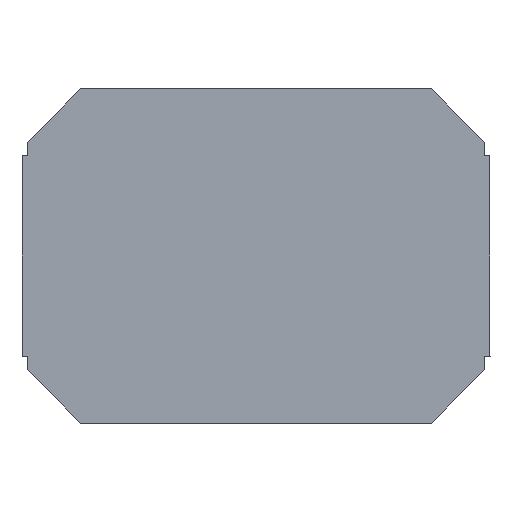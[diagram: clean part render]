
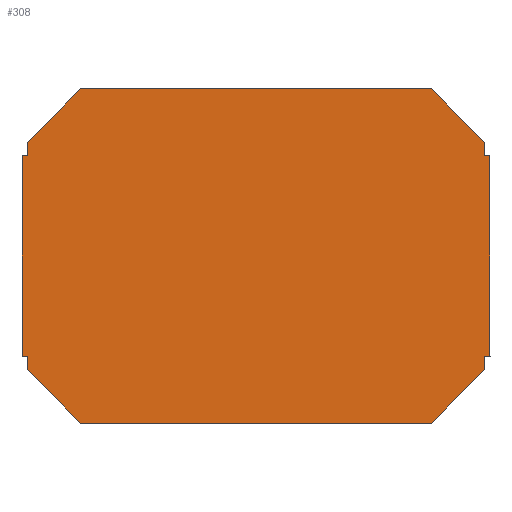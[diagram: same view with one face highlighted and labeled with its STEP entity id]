
A CAD part, front view. The second image highlights one B-rep face of the part: STEP entity #308.
In plain terms, the highlighted planar face has unit normal (0, -1, 0).
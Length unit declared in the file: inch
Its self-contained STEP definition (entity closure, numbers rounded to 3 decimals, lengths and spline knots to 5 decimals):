
#9 = CARTESIAN_POINT ( 'NONE',  ( 0.855, 0., 0. ) ) ;
#26 = LINE ( 'NONE', #16525, #14449 ) ;
#33 = CARTESIAN_POINT ( 'NONE',  ( -0.855, 0., 0. ) ) ;
#239 = EDGE_CURVE ( 'NONE', #16273, #12039, #26, .T. ) ;
#308 = ADVANCED_FACE ( 'NONE', ( #17493 ), #12270, .F. ) ;
#336 = LINE ( 'NONE', #8792, #17989 ) ;
#386 = VERTEX_POINT ( 'NONE', #16760 ) ;
#987 = VERTEX_POINT ( 'NONE', #14176 ) ;
#1019 = CARTESIAN_POINT ( 'NONE',  ( 0.855, 0., -0.375 ) ) ;
#1081 = LINE ( 'NONE', #14257, #12861 ) ;
#1163 = CARTESIAN_POINT ( 'NONE',  ( -0.875, 0., -0.625 ) ) ;
#1335 = DIRECTION ( 'NONE',  ( 0., 0., 1. ) ) ;
#1610 = CARTESIAN_POINT ( 'NONE',  ( 0.875, 0., 0.375 ) ) ;
#1745 = LINE ( 'NONE', #7057, #3498 ) ;
#1920 = CARTESIAN_POINT ( 'NONE',  ( -0.655, 0., 0.625 ) ) ;
#1996 = CARTESIAN_POINT ( 'NONE',  ( 0.875, 0., -0.625 ) ) ;
#2096 = LINE ( 'NONE', #1163, #16069 ) ;
#2653 = ORIENTED_EDGE ( 'NONE', *, *, #13853, .F. ) ;
#2765 = CARTESIAN_POINT ( 'NONE',  ( 0.855, 0., 0.425 ) ) ;
#2845 = VERTEX_POINT ( 'NONE', #1920 ) ;
#3187 = EDGE_LOOP ( 'NONE', ( #6688, #9363, #15110, #16399, #9333, #17973, #11092, #4971, #12393, #16025, #4612, #14995, #15370, #2653, #13856, #16696 ) ) ;
#3290 = DIRECTION ( 'NONE',  ( -1., 0., 0. ) ) ;
#3393 = DIRECTION ( 'NONE',  ( 0., 0., -1. ) ) ;
#3498 = VECTOR ( 'NONE', #13898, 39.37008 ) ;
#3647 = EDGE_CURVE ( 'NONE', #5740, #8258, #14256, .T. ) ;
#3788 = EDGE_CURVE ( 'NONE', #386, #987, #15559, .T. ) ;
#3858 = EDGE_CURVE ( 'NONE', #386, #11438, #11616, .T. ) ;
#3959 = LINE ( 'NONE', #16076, #15510 ) ;
#3971 = CARTESIAN_POINT ( 'NONE',  ( 0., 0., 0. ) ) ;
#4129 = CARTESIAN_POINT ( 'NONE',  ( -0.855, 0., 0.425 ) ) ;
#4180 = VERTEX_POINT ( 'NONE', #1610 ) ;
#4254 = DIRECTION ( 'NONE',  ( 0., 0., 1. ) ) ;
#4279 = VERTEX_POINT ( 'NONE', #14298 ) ;
#4316 = LINE ( 'NONE', #1996, #7592 ) ;
#4355 = VERTEX_POINT ( 'NONE', #7406 ) ;
#4435 = CARTESIAN_POINT ( 'NONE',  ( -0.855, 0., 0.375 ) ) ;
#4612 = ORIENTED_EDGE ( 'NONE', *, *, #3788, .F. ) ;
#4647 = VECTOR ( 'NONE', #14193, 39.37008 ) ;
#4971 = ORIENTED_EDGE ( 'NONE', *, *, #10602, .T. ) ;
#5138 = EDGE_CURVE ( 'NONE', #2845, #4355, #14429, .T. ) ;
#5155 = VECTOR ( 'NONE', #3290, 39.37008 ) ;
#5481 = DIRECTION ( 'NONE',  ( -0.707, 0., -0.707 ) ) ;
#5740 = VERTEX_POINT ( 'NONE', #15935 ) ;
#5913 = VERTEX_POINT ( 'NONE', #13436 ) ;
#6098 = DIRECTION ( 'NONE',  ( 1., 0., 0. ) ) ;
#6688 = ORIENTED_EDGE ( 'NONE', *, *, #8560, .F. ) ;
#6836 = VECTOR ( 'NONE', #4254, 39.37008 ) ;
#6845 = CARTESIAN_POINT ( 'NONE',  ( 0.855, 0., 0.375 ) ) ;
#7057 = CARTESIAN_POINT ( 'NONE',  ( 0.855, 0., 0. ) ) ;
#7219 = LINE ( 'NONE', #16132, #9842 ) ;
#7271 = VERTEX_POINT ( 'NONE', #11907 ) ;
#7406 = CARTESIAN_POINT ( 'NONE',  ( 0.655, 0., 0.625 ) ) ;
#7592 = VECTOR ( 'NONE', #3393, 39.37008 ) ;
#7968 = EDGE_CURVE ( 'NONE', #4180, #5913, #4316, .T. ) ;
#8258 = VERTEX_POINT ( 'NONE', #9040 ) ;
#8560 = EDGE_CURVE ( 'NONE', #16273, #7271, #17568, .T. ) ;
#8777 = DIRECTION ( 'NONE',  ( 1., 0., 0. ) ) ;
#8792 = CARTESIAN_POINT ( 'NONE',  ( -0.855, 0., -0.375 ) ) ;
#9040 = CARTESIAN_POINT ( 'NONE',  ( -0.855, 0., -0.375 ) ) ;
#9247 = CARTESIAN_POINT ( 'NONE',  ( 0.655, 0., -0.625 ) ) ;
#9333 = ORIENTED_EDGE ( 'NONE', *, *, #7968, .F. ) ;
#9363 = ORIENTED_EDGE ( 'NONE', *, *, #239, .T. ) ;
#9440 = VERTEX_POINT ( 'NONE', #1019 ) ;
#9692 = DIRECTION ( 'NONE',  ( 0., 1., 0. ) ) ;
#9803 = EDGE_CURVE ( 'NONE', #11811, #4180, #3959, .T. ) ;
#9842 = VECTOR ( 'NONE', #10567, 39.37008 ) ;
#9908 = EDGE_CURVE ( 'NONE', #5740, #7271, #7219, .T. ) ;
#10073 = EDGE_CURVE ( 'NONE', #9440, #12039, #13107, .T. ) ;
#10138 = VERTEX_POINT ( 'NONE', #2765 ) ;
#10227 = DIRECTION ( 'NONE',  ( -1., 0., 0. ) ) ;
#10567 = DIRECTION ( 'NONE',  ( 0.707, 0., -0.707 ) ) ;
#10602 = EDGE_CURVE ( 'NONE', #10138, #4355, #17445, .T. ) ;
#10642 = VECTOR ( 'NONE', #5481, 39.37008 ) ;
#10708 = VECTOR ( 'NONE', #6098, 39.37008 ) ;
#11092 = ORIENTED_EDGE ( 'NONE', *, *, #17850, .F. ) ;
#11438 = VERTEX_POINT ( 'NONE', #15704 ) ;
#11568 = VECTOR ( 'NONE', #18041, 39.37008 ) ;
#11616 = LINE ( 'NONE', #4435, #4647 ) ;
#11811 = VERTEX_POINT ( 'NONE', #6845 ) ;
#11907 = CARTESIAN_POINT ( 'NONE',  ( -0.655, 0., -0.625 ) ) ;
#12039 = VERTEX_POINT ( 'NONE', #17245 ) ;
#12214 = DIRECTION ( 'NONE',  ( -0.707, 0., 0.707 ) ) ;
#12270 = PLANE ( 'NONE',  #14850 ) ;
#12276 = DIRECTION ( 'NONE',  ( 0., 0., 1. ) ) ;
#12393 = ORIENTED_EDGE ( 'NONE', *, *, #5138, .F. ) ;
#12416 = EDGE_CURVE ( 'NONE', #2845, #987, #17821, .T. ) ;
#12447 = VECTOR ( 'NONE', #12214, 39.37008 ) ;
#12861 = VECTOR ( 'NONE', #8777, 39.37008 ) ;
#13107 = LINE ( 'NONE', #9, #11568 ) ;
#13155 = DIRECTION ( 'NONE',  ( 1., 0., 0. ) ) ;
#13436 = CARTESIAN_POINT ( 'NONE',  ( 0.875, 0., -0.375 ) ) ;
#13589 = EDGE_CURVE ( 'NONE', #4279, #11438, #2096, .T. ) ;
#13738 = CARTESIAN_POINT ( 'NONE',  ( 0.855, 0., 0.425 ) ) ;
#13853 = EDGE_CURVE ( 'NONE', #8258, #4279, #336, .T. ) ;
#13856 = ORIENTED_EDGE ( 'NONE', *, *, #3647, .F. ) ;
#13898 = DIRECTION ( 'NONE',  ( 0., 0., -1. ) ) ;
#14176 = CARTESIAN_POINT ( 'NONE',  ( -0.855, 0., 0.425 ) ) ;
#14193 = DIRECTION ( 'NONE',  ( -1., 0., 0. ) ) ;
#14256 = LINE ( 'NONE', #15123, #14467 ) ;
#14257 = CARTESIAN_POINT ( 'NONE',  ( 0.855, 0., -0.375 ) ) ;
#14298 = CARTESIAN_POINT ( 'NONE',  ( -0.875, 0., -0.375 ) ) ;
#14429 = LINE ( 'NONE', #17183, #10708 ) ;
#14449 = VECTOR ( 'NONE', #16466, 39.37008 ) ;
#14467 = VECTOR ( 'NONE', #17895, 39.37008 ) ;
#14638 = CARTESIAN_POINT ( 'NONE',  ( -0.875, 0., -0.625 ) ) ;
#14850 = AXIS2_PLACEMENT_3D ( 'NONE', #3971, #9692, #1335 ) ;
#14995 = ORIENTED_EDGE ( 'NONE', *, *, #3858, .T. ) ;
#15110 = ORIENTED_EDGE ( 'NONE', *, *, #10073, .F. ) ;
#15123 = CARTESIAN_POINT ( 'NONE',  ( -0.855, 0., 0. ) ) ;
#15370 = ORIENTED_EDGE ( 'NONE', *, *, #13589, .F. ) ;
#15510 = VECTOR ( 'NONE', #13155, 39.37008 ) ;
#15559 = LINE ( 'NONE', #33, #6836 ) ;
#15704 = CARTESIAN_POINT ( 'NONE',  ( -0.875, 0., 0.375 ) ) ;
#15935 = CARTESIAN_POINT ( 'NONE',  ( -0.855, 0., -0.425 ) ) ;
#16025 = ORIENTED_EDGE ( 'NONE', *, *, #12416, .T. ) ;
#16069 = VECTOR ( 'NONE', #12276, 39.37008 ) ;
#16076 = CARTESIAN_POINT ( 'NONE',  ( 0.855, 0., 0.375 ) ) ;
#16132 = CARTESIAN_POINT ( 'NONE',  ( -0.855, 0., -0.425 ) ) ;
#16273 = VERTEX_POINT ( 'NONE', #9247 ) ;
#16399 = ORIENTED_EDGE ( 'NONE', *, *, #18053, .T. ) ;
#16466 = DIRECTION ( 'NONE',  ( 0.707, 0., 0.707 ) ) ;
#16525 = CARTESIAN_POINT ( 'NONE',  ( 0.855, 0., -0.425 ) ) ;
#16696 = ORIENTED_EDGE ( 'NONE', *, *, #9908, .T. ) ;
#16760 = CARTESIAN_POINT ( 'NONE',  ( -0.855, 0., 0.375 ) ) ;
#17183 = CARTESIAN_POINT ( 'NONE',  ( -0.875, 0., 0.625 ) ) ;
#17245 = CARTESIAN_POINT ( 'NONE',  ( 0.855, 0., -0.425 ) ) ;
#17445 = LINE ( 'NONE', #13738, #12447 ) ;
#17493 = FACE_OUTER_BOUND ( 'NONE', #3187, .T. ) ;
#17568 = LINE ( 'NONE', #14638, #5155 ) ;
#17821 = LINE ( 'NONE', #4129, #10642 ) ;
#17850 = EDGE_CURVE ( 'NONE', #10138, #11811, #1745, .T. ) ;
#17895 = DIRECTION ( 'NONE',  ( 0., 0., 1. ) ) ;
#17973 = ORIENTED_EDGE ( 'NONE', *, *, #9803, .F. ) ;
#17989 = VECTOR ( 'NONE', #10227, 39.37008 ) ;
#18041 = DIRECTION ( 'NONE',  ( 0., 0., -1. ) ) ;
#18053 = EDGE_CURVE ( 'NONE', #9440, #5913, #1081, .T. ) ;
